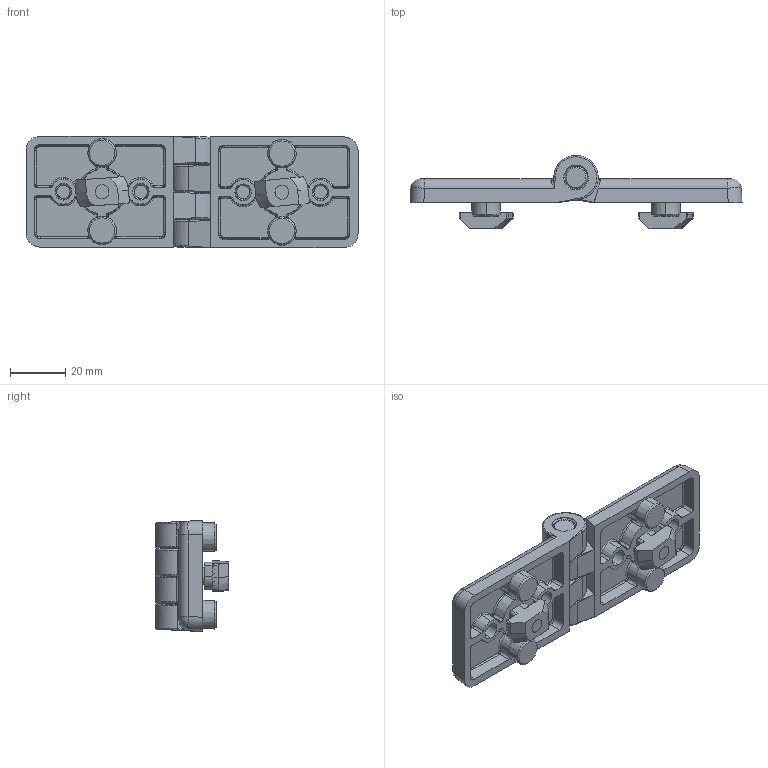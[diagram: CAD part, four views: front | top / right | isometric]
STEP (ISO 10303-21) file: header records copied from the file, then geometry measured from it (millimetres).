
FILE_DESCRIPTION (( 'STEP AP214' ), '1' );
FILE_NAME ('095ks6060f10s01.STEP', '2014-09-01T08:57:28', ( '' ), ( '' ), 'SwSTEP 2.0', 'SolidWorks 2014', '' );
FILE_SCHEMA (( 'AUTOMOTIVE_DESIGN' ));
Length unit declared in the file: inch
Products named in the file (1): 095ks6060f10s01
Bounding box: 120 x 26.4 x 40.2 mm (x, y, z)
Volume: 34833.9 mm3; surface area: 23514.6 mm2
Topology: 11 solids, 11 shells, 770 faces, 1938 edges, 1211 vertices
Faces by surface type: cylinder 254, bspline 216, plane 191, cone 109
Entity records: 39859 total; most frequent: CARTESIAN_POINT 12918, ORIENTED_EDGE 3872, DIRECTION 3066, EDGE_CURVE 1936, VERTEX_POINT 1211, AXIS2_PLACEMENT_3D 1177, EDGE_LOOP 809, UNCERTAINTY_MEASURE_WITH_UNIT 783
